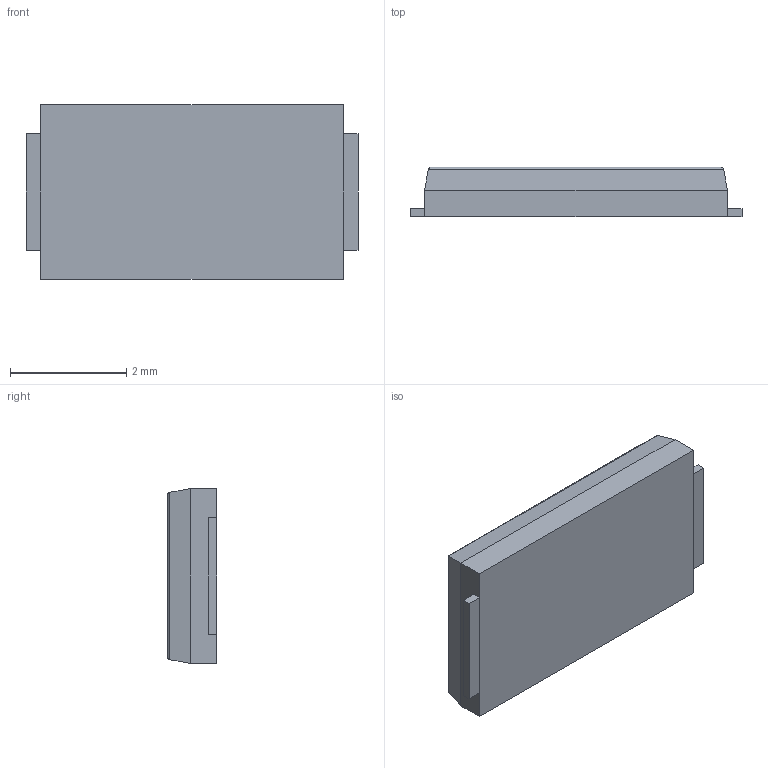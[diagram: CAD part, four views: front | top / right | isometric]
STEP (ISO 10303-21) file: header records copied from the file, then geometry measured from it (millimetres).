
FILE_DESCRIPTION (( 'STEP AP214' ), '1' );
FILE_NAME ( 'SODFL570X300X85L70X200.step', '2019-09-05T19:53:21', ( '' ), ( '' ), 'Part was generated with the free Library Expert Lite available at www.PCBLibraries.com. Removing line will violate the End User License Agreement.', '©2017 PCB Libraries, Inc.', '' );
FILE_SCHEMA (( 'AUTOMOTIVE_DESIGN' ));
Length unit declared in the file: millimetre
Products named in the file (1): SODFL570X300X85L70X200
Bounding box: 5.7 x 0.85 x 3 mm (x, y, z)
Volume: 13.2 mm3; surface area: 47 mm2
Topology: 3 solids, 3 shells, 31 faces, 63 edges, 38 vertices
Faces by surface type: plane 27, cylinder 4
Entity records: 935 total; most frequent: CARTESIAN_POINT 145, ORIENTED_EDGE 126, DIRECTION 123, EDGE_CURVE 63, VECTOR 59, LINE 59, VERTEX_POINT 38, STYLED_ITEM 35
